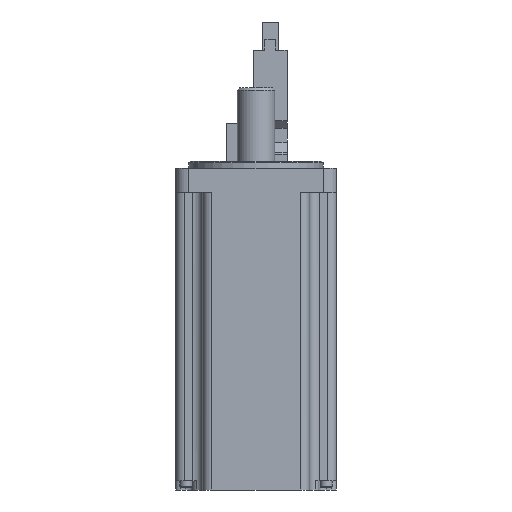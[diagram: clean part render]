
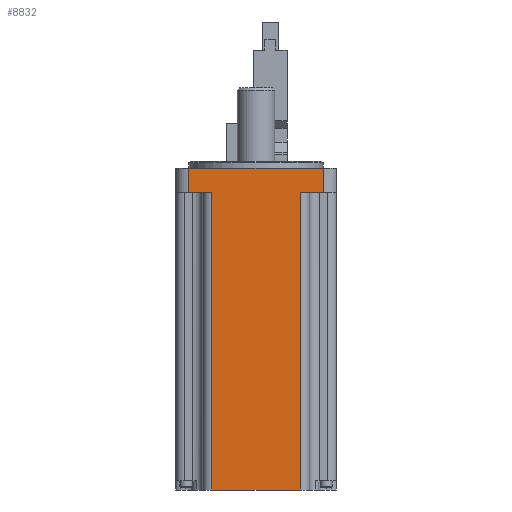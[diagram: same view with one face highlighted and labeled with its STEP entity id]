
A CAD part, front view. The second image highlights one B-rep face of the part: STEP entity #8832.
In plain terms, the highlighted planar face has unit normal (0, -1, 0).
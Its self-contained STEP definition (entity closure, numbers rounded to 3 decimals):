
#613=ORIENTED_EDGE('',*,*,#2387,.T.);
#614=ORIENTED_EDGE('',*,*,#2388,.F.);
#615=ORIENTED_EDGE('',*,*,#2389,.F.);
#616=ORIENTED_EDGE('',*,*,#2390,.F.);
#617=ORIENTED_EDGE('',*,*,#2391,.T.);
#618=ORIENTED_EDGE('',*,*,#2392,.F.);
#619=ORIENTED_EDGE('',*,*,#2393,.F.);
#620=ORIENTED_EDGE('',*,*,#2394,.T.);
#2387=EDGE_CURVE('',#3268,#3269,#3848,.T.);
#2388=EDGE_CURVE('',#3270,#3269,#3849,.T.);
#2389=EDGE_CURVE('',#3271,#3270,#3850,.T.);
#2390=EDGE_CURVE('',#3272,#3271,#3851,.T.);
#2391=EDGE_CURVE('',#3272,#3273,#3852,.T.);
#2392=EDGE_CURVE('',#3274,#3273,#3853,.T.);
#2393=EDGE_CURVE('',#3275,#3274,#3854,.T.);
#2394=EDGE_CURVE('',#3275,#3268,#3855,.T.);
#3268=VERTEX_POINT('',#12126);
#3269=VERTEX_POINT('',#12127);
#3270=VERTEX_POINT('',#12129);
#3271=VERTEX_POINT('',#12131);
#3272=VERTEX_POINT('',#12133);
#3273=VERTEX_POINT('',#12135);
#3274=VERTEX_POINT('',#12137);
#3275=VERTEX_POINT('',#12139);
#3848=LINE('',#12125,#4499);
#3849=LINE('',#12128,#4500);
#3850=LINE('',#12130,#4501);
#3851=LINE('',#12132,#4502);
#3852=LINE('',#12134,#4503);
#3853=LINE('',#12136,#4504);
#3854=LINE('',#12138,#4505);
#3855=LINE('',#12140,#4506);
#4499=VECTOR('',#10118,1000.);
#4500=VECTOR('',#10119,1000.);
#4501=VECTOR('',#10120,1000.);
#4502=VECTOR('',#10121,1000.);
#4503=VECTOR('',#10122,1000.);
#4504=VECTOR('',#10123,1000.);
#4505=VECTOR('',#10124,1000.);
#4506=VECTOR('',#10125,1000.);
#5031=EDGE_LOOP('',(#613,#614,#615,#616,#617,#618,#619,#620));
#5508=FACE_BOUND('',#5031,.T.);
#5965=PLANE('',#9264);
#8832=ADVANCED_FACE('',(#5508),#5965,.T.);
#9264=AXIS2_PLACEMENT_3D('',#12124,#10116,#10117);
#10116=DIRECTION('',(0.,-1.,0.));
#10117=DIRECTION('',(0.,0.,-1.));
#10118=DIRECTION('',(0.,0.,1.));
#10119=DIRECTION('',(-1.,0.,0.));
#10120=DIRECTION('',(0.,0.,-1.));
#10121=DIRECTION('',(1.,0.,0.));
#10122=DIRECTION('',(0.,0.,-1.));
#10123=DIRECTION('',(-1.,0.,0.));
#10124=DIRECTION('',(0.,0.,1.));
#10125=DIRECTION('',(1.,0.,0.));
#12124=CARTESIAN_POINT('',(-30.,-30.,-120.));
#12125=CARTESIAN_POINT('',(16.5,-30.,-120.));
#12126=CARTESIAN_POINT('',(16.5,-30.,-120.));
#12127=CARTESIAN_POINT('',(16.5,-30.,-9.));
#12128=CARTESIAN_POINT('',(-30.,-30.,-9.));
#12129=CARTESIAN_POINT('',(25.,-30.,-9.));
#12130=CARTESIAN_POINT('',(25.,-30.,0.));
#12131=CARTESIAN_POINT('',(25.,-30.,0.));
#12132=CARTESIAN_POINT('',(-30.,-30.,0.));
#12133=CARTESIAN_POINT('',(-25.,-30.,0.));
#12134=CARTESIAN_POINT('',(-25.,-30.,0.));
#12135=CARTESIAN_POINT('',(-25.,-30.,-9.));
#12136=CARTESIAN_POINT('',(-30.,-30.,-9.));
#12137=CARTESIAN_POINT('',(-16.5,-30.,-9.));
#12138=CARTESIAN_POINT('',(-16.5,-30.,-120.));
#12139=CARTESIAN_POINT('',(-16.5,-30.,-120.));
#12140=CARTESIAN_POINT('',(-30.,-30.,-120.));
